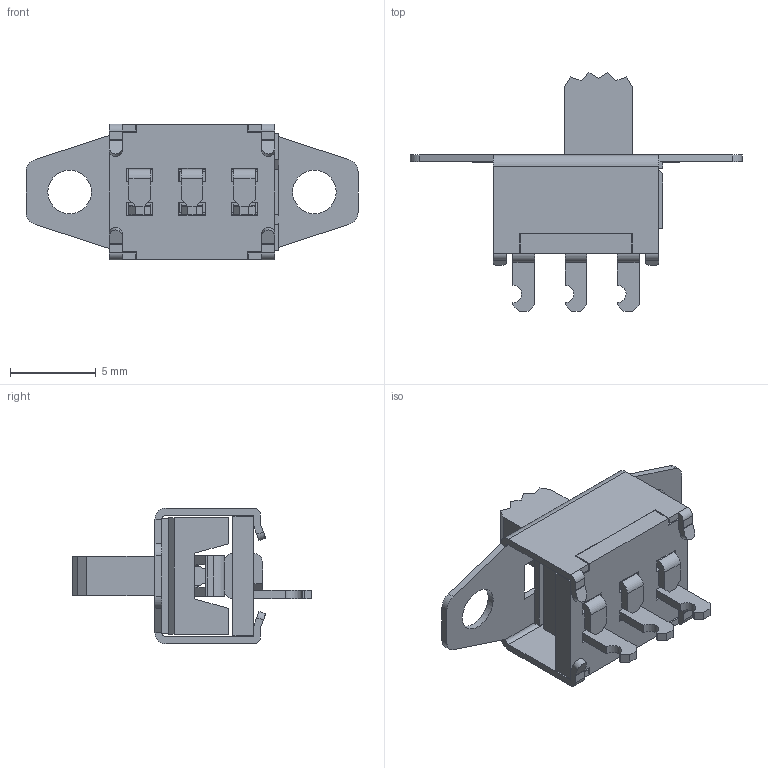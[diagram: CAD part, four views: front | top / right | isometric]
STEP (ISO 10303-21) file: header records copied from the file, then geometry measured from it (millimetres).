
FILE_DESCRIPTION(/* description */ (''),/* implementation_level */ '2;1');
FILE_NAME(/* name */ 'GS-111-0000 Model.stp',/* time_stamp */ '2023-11-03T14:07:33-04:00',/* author */ ('dwiltbank'),/* organization */ (''),/* preprocessor_version */ 'ST-DEVELOPER v19.2',/* originating_system */ 'Autodesk Inventor 2024',/* authorisation */ '');
FILE_SCHEMA (('AUTOMOTIVE_DESIGN { 1 0 10303 214 3 1 1 }'));
Length unit declared in the file: inch
Products named in the file (1): GS-111-0000_Simplify_
Bounding box: 19.35 x 13.92 x 7.92 mm (x, y, z)
Volume: 349.5 mm3; surface area: 1077.9 mm2
Topology: 1 solids, 1 shells, 387 faces, 1198 edges, 788 vertices
Faces by surface type: plane 300, cylinder 87
Full cylindrical faces by diameter (mm): 1.524 x2, 2.54 x2
Entity records: 13865 total; most frequent: CARTESIAN_POINT 2452, ORIENTED_EDGE 2396, DIRECTION 2169, EDGE_CURVE 1198, LINE 983, VECTOR 983, VERTEX_POINT 788, AXIS2_PLACEMENT_3D 593
